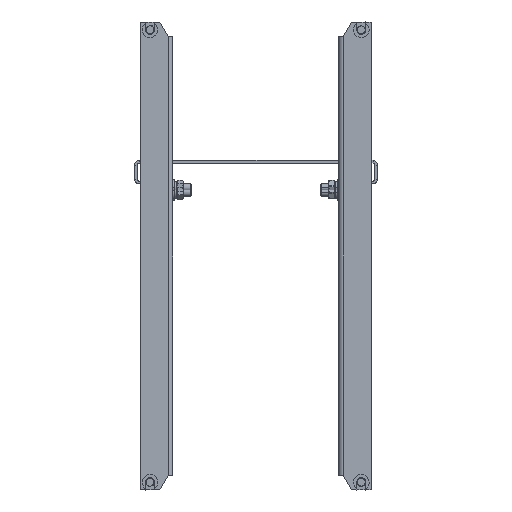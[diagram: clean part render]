
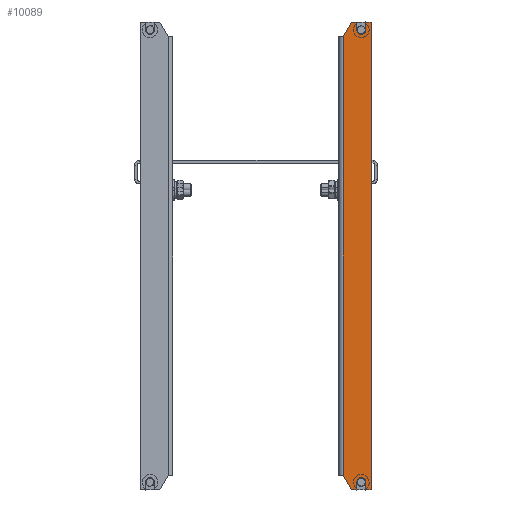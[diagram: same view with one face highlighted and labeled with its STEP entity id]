
A CAD part, left-side view. The second image highlights one B-rep face of the part: STEP entity #10089.
In plain terms, the highlighted face is planar.
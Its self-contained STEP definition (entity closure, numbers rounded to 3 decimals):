
#127 = DIRECTION ( 'NONE',  ( 0., 0., 1. ) ) ;
#309 = ORIENTED_EDGE ( 'NONE', *, *, #3942, .T. ) ;
#584 = LINE ( 'NONE', #4202, #911 ) ;
#657 = CARTESIAN_POINT ( 'NONE',  ( 174., 5., -2. ) ) ;
#790 = VECTOR ( 'NONE', #3811, 1000. ) ;
#827 = EDGE_CURVE ( 'NONE', #5349, #1077, #2051, .T. ) ;
#870 = VECTOR ( 'NONE', #5143, 1000. ) ;
#911 = VECTOR ( 'NONE', #4312, 1000. ) ;
#913 = VECTOR ( 'NONE', #5718, 1000. ) ;
#1044 = EDGE_CURVE ( 'NONE', #7694, #6868, #4134, .T. ) ;
#1058 = VECTOR ( 'NONE', #6175, 1000. ) ;
#1077 = VERTEX_POINT ( 'NONE', #2249 ) ;
#1095 = ORIENTED_EDGE ( 'NONE', *, *, #827, .T. ) ;
#1162 = CARTESIAN_POINT ( 'NONE',  ( -180., 12.5, -2. ) ) ;
#1176 = DIRECTION ( 'NONE',  ( -1., 0., 0. ) ) ;
#1273 = LINE ( 'NONE', #9127, #6462 ) ;
#1361 = EDGE_CURVE ( 'NONE', #9963, #7015, #6454, .T. ) ;
#1472 = EDGE_CURVE ( 'NONE', #6868, #10333, #11073, .T. ) ;
#1481 = VERTEX_POINT ( 'NONE', #10009 ) ;
#1487 = PLANE ( 'NONE',  #9219 ) ;
#1493 = ORIENTED_EDGE ( 'NONE', *, *, #1361, .T. ) ;
#1622 = LINE ( 'NONE', #5471, #870 ) ;
#1973 = CIRCLE ( 'NONE', #2529, 3.5 ) ;
#2023 = DIRECTION ( 'NONE',  ( 0., -1., 0. ) ) ;
#2026 = ORIENTED_EDGE ( 'NONE', *, *, #6903, .T. ) ;
#2051 = LINE ( 'NONE', #8217, #10005 ) ;
#2249 = CARTESIAN_POINT ( 'NONE',  ( 174., 8.5, -2. ) ) ;
#2285 = CARTESIAN_POINT ( 'NONE',  ( -180., 12.5, -2. ) ) ;
#2326 = CARTESIAN_POINT ( 'NONE',  ( -180., -2.5, -2. ) ) ;
#2529 = AXIS2_PLACEMENT_3D ( 'NONE', #657, #6729, #9335 ) ;
#2861 = CARTESIAN_POINT ( 'NONE',  ( -180., 1.5, -2. ) ) ;
#3176 = LINE ( 'NONE', #11131, #9555 ) ;
#3210 = FACE_OUTER_BOUND ( 'NONE', #8870, .T. ) ;
#3238 = DIRECTION ( 'NONE',  ( 0., 0., 1. ) ) ;
#3449 = CARTESIAN_POINT ( 'NONE',  ( -170.5, 5., -2. ) ) ;
#3465 = CARTESIAN_POINT ( 'NONE',  ( -180., -2.5, -2. ) ) ;
#3538 = ORIENTED_EDGE ( 'NONE', *, *, #1044, .T. ) ;
#3811 = DIRECTION ( 'NONE',  ( 0., 1., 0. ) ) ;
#3942 = EDGE_CURVE ( 'NONE', #7015, #1481, #11127, .T. ) ;
#4010 = AXIS2_PLACEMENT_3D ( 'NONE', #5437, #127, #10607 ) ;
#4055 = VECTOR ( 'NONE', #6783, 1000. ) ;
#4083 = ORIENTED_EDGE ( 'NONE', *, *, #1472, .T. ) ;
#4134 = LINE ( 'NONE', #7664, #9083 ) ;
#4202 = CARTESIAN_POINT ( 'NONE',  ( 182., 1.5, -2. ) ) ;
#4312 = DIRECTION ( 'NONE',  ( 1., 0., 0. ) ) ;
#4319 = VERTEX_POINT ( 'NONE', #2861 ) ;
#4606 = VERTEX_POINT ( 'NONE', #9503 ) ;
#4687 = ORIENTED_EDGE ( 'NONE', *, *, #5256, .T. ) ;
#4720 = CARTESIAN_POINT ( 'NONE',  ( 180., 12.5, -2. ) ) ;
#4848 = DIRECTION ( 'NONE',  ( -1., 0., 0. ) ) ;
#4892 = DIRECTION ( 'NONE',  ( 0., 0., 1. ) ) ;
#4905 = LINE ( 'NONE', #6408, #913 ) ;
#4990 = EDGE_CURVE ( 'NONE', #1077, #8342, #1973, .T. ) ;
#5116 = CIRCLE ( 'NONE', #8816, 3.5 ) ;
#5143 = DIRECTION ( 'NONE',  ( -1., 0., 0. ) ) ;
#5256 = EDGE_CURVE ( 'NONE', #4606, #10950, #9544, .T. ) ;
#5282 = ORIENTED_EDGE ( 'NONE', *, *, #5751, .T. ) ;
#5349 = VERTEX_POINT ( 'NONE', #7350 ) ;
#5437 = CARTESIAN_POINT ( 'NONE',  ( -174., 5., -2. ) ) ;
#5452 = EDGE_CURVE ( 'NONE', #10950, #7694, #5116, .T. ) ;
#5471 = CARTESIAN_POINT ( 'NONE',  ( 168.75, -9., -2. ) ) ;
#5718 = DIRECTION ( 'NONE',  ( 1., 0., 0. ) ) ;
#5751 = EDGE_CURVE ( 'NONE', #1481, #6505, #1622, .T. ) ;
#5853 = LINE ( 'NONE', #2285, #4055 ) ;
#6021 = CARTESIAN_POINT ( 'NONE',  ( -174., 8.5, -2. ) ) ;
#6029 = ORIENTED_EDGE ( 'NONE', *, *, #9451, .T. ) ;
#6073 = VERTEX_POINT ( 'NONE', #7773 ) ;
#6175 = DIRECTION ( 'NONE',  ( -0.866, 0.5, 0. ) ) ;
#6408 = CARTESIAN_POINT ( 'NONE',  ( 0., 1.5, -2. ) ) ;
#6454 = LINE ( 'NONE', #4720, #10012 ) ;
#6462 = VECTOR ( 'NONE', #2023, 1000. ) ;
#6505 = VERTEX_POINT ( 'NONE', #9789 ) ;
#6729 = DIRECTION ( 'NONE',  ( 0., 0., 1. ) ) ;
#6783 = DIRECTION ( 'NONE',  ( 0., 1., 0. ) ) ;
#6868 = VERTEX_POINT ( 'NONE', #8953 ) ;
#6903 = EDGE_CURVE ( 'NONE', #6505, #8105, #7162, .T. ) ;
#6976 = CARTESIAN_POINT ( 'NONE',  ( 174., 1.5, -2. ) ) ;
#7015 = VERTEX_POINT ( 'NONE', #7854 ) ;
#7114 = VECTOR ( 'NONE', #10883, 1000. ) ;
#7162 = LINE ( 'NONE', #3465, #1058 ) ;
#7249 = EDGE_CURVE ( 'NONE', #6073, #10333, #3176, .T. ) ;
#7329 = CARTESIAN_POINT ( 'NONE',  ( 180., -2.5, -2. ) ) ;
#7350 = CARTESIAN_POINT ( 'NONE',  ( 180., 8.5, -2. ) ) ;
#7423 = CARTESIAN_POINT ( 'NONE',  ( -180., 12.5, -2. ) ) ;
#7599 = ORIENTED_EDGE ( 'NONE', *, *, #4990, .T. ) ;
#7664 = CARTESIAN_POINT ( 'NONE',  ( 0., 8.5, -2. ) ) ;
#7694 = VERTEX_POINT ( 'NONE', #6021 ) ;
#7773 = CARTESIAN_POINT ( 'NONE',  ( 180., 12.5, -2. ) ) ;
#7854 = CARTESIAN_POINT ( 'NONE',  ( 180., -2.5, -2. ) ) ;
#8105 = VERTEX_POINT ( 'NONE', #2326 ) ;
#8217 = CARTESIAN_POINT ( 'NONE',  ( 182., 8.5, -2. ) ) ;
#8342 = VERTEX_POINT ( 'NONE', #6976 ) ;
#8381 = DIRECTION ( 'NONE',  ( -1., 0., 0. ) ) ;
#8458 = ORIENTED_EDGE ( 'NONE', *, *, #7249, .F. ) ;
#8567 = CARTESIAN_POINT ( 'NONE',  ( -174., 5., -2. ) ) ;
#8585 = ORIENTED_EDGE ( 'NONE', *, *, #10529, .T. ) ;
#8816 = AXIS2_PLACEMENT_3D ( 'NONE', #8567, #3238, #10248 ) ;
#8870 = EDGE_LOOP ( 'NONE', ( #1095, #7599, #10044, #1493, #309, #5282, #2026, #8585, #9087, #4687, #10993, #3538, #4083, #8458, #6029 ) ) ;
#8953 = CARTESIAN_POINT ( 'NONE',  ( -180., 8.5, -2. ) ) ;
#9083 = VECTOR ( 'NONE', #4848, 1000. ) ;
#9087 = ORIENTED_EDGE ( 'NONE', *, *, #9523, .T. ) ;
#9127 = CARTESIAN_POINT ( 'NONE',  ( 180., 12.5, -2. ) ) ;
#9219 = AXIS2_PLACEMENT_3D ( 'NONE', #11214, #4892, #9347 ) ;
#9335 = DIRECTION ( 'NONE',  ( -1., 0., 0. ) ) ;
#9347 = DIRECTION ( 'NONE',  ( 1., 0., 0. ) ) ;
#9451 = EDGE_CURVE ( 'NONE', #6073, #5349, #1273, .T. ) ;
#9503 = CARTESIAN_POINT ( 'NONE',  ( -174., 1.5, -2. ) ) ;
#9523 = EDGE_CURVE ( 'NONE', #4319, #4606, #4905, .T. ) ;
#9544 = CIRCLE ( 'NONE', #4010, 3.5 ) ;
#9555 = VECTOR ( 'NONE', #8381, 1000. ) ;
#9789 = CARTESIAN_POINT ( 'NONE',  ( -168.75, -9., -2. ) ) ;
#9963 = VERTEX_POINT ( 'NONE', #10160 ) ;
#10005 = VECTOR ( 'NONE', #1176, 1000. ) ;
#10009 = CARTESIAN_POINT ( 'NONE',  ( 168.75, -9., -2. ) ) ;
#10012 = VECTOR ( 'NONE', #10986, 1000. ) ;
#10044 = ORIENTED_EDGE ( 'NONE', *, *, #10896, .T. ) ;
#10089 = ADVANCED_FACE ( 'NONE', ( #3210 ), #1487, .F. ) ;
#10160 = CARTESIAN_POINT ( 'NONE',  ( 180., 1.5, -2. ) ) ;
#10248 = DIRECTION ( 'NONE',  ( 1., 0., 0. ) ) ;
#10333 = VERTEX_POINT ( 'NONE', #7423 ) ;
#10529 = EDGE_CURVE ( 'NONE', #8105, #4319, #5853, .T. ) ;
#10607 = DIRECTION ( 'NONE',  ( 1., 0., 0. ) ) ;
#10883 = DIRECTION ( 'NONE',  ( -0.866, -0.5, 0. ) ) ;
#10896 = EDGE_CURVE ( 'NONE', #8342, #9963, #584, .T. ) ;
#10950 = VERTEX_POINT ( 'NONE', #3449 ) ;
#10986 = DIRECTION ( 'NONE',  ( 0., -1., 0. ) ) ;
#10993 = ORIENTED_EDGE ( 'NONE', *, *, #5452, .T. ) ;
#11073 = LINE ( 'NONE', #1162, #790 ) ;
#11127 = LINE ( 'NONE', #7329, #7114 ) ;
#11131 = CARTESIAN_POINT ( 'NONE',  ( -168.75, 12.5, -2. ) ) ;
#11214 = CARTESIAN_POINT ( 'NONE',  ( 0., 0., -2. ) ) ;
